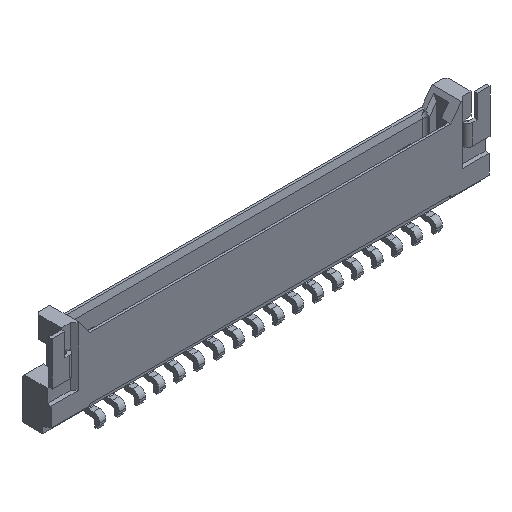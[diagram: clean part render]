
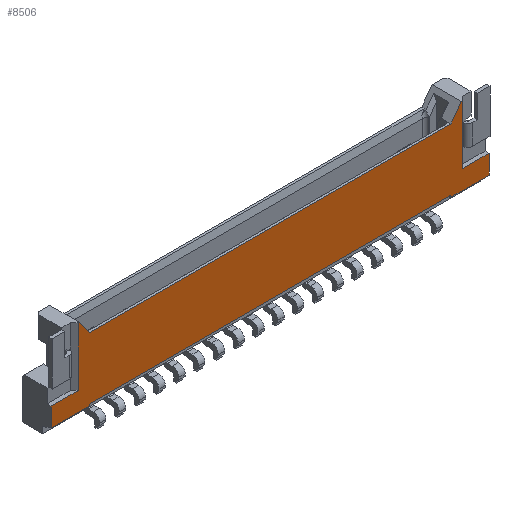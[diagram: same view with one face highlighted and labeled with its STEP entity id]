
A CAD part, isometric view. The second image highlights one B-rep face of the part: STEP entity #8506.
In plain terms, the highlighted planar face has unit normal (0, -1, 0).
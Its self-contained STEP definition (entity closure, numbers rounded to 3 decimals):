
#1=DIRECTION('',(0.,0.,-1.));
#2=VECTOR('',#1,3.7);
#3=CARTESIAN_POINT('',(-12.125,-0.925,2.75));
#4=LINE('',#3,#2);
#5=DIRECTION('',(1.,0.,0.));
#6=VECTOR('',#5,0.06);
#7=CARTESIAN_POINT('',(-12.125,-0.925,2.75));
#8=LINE('',#7,#6);
#9=DIRECTION('',(0.588,0.,-0.809));
#10=VECTOR('',#9,1.113);
#11=CARTESIAN_POINT('',(-12.065,-0.925,2.75));
#12=LINE('',#11,#10);
#13=DIRECTION('',(1.,0.,0.));
#14=VECTOR('',#13,22.82);
#15=CARTESIAN_POINT('',(-11.41,-0.925,1.85));
#16=LINE('',#15,#14);
#17=DIRECTION('',(0.588,0.,0.809));
#18=VECTOR('',#17,1.113);
#19=CARTESIAN_POINT('',(11.41,-0.925,1.85));
#20=LINE('',#19,#18);
#21=DIRECTION('',(1.,0.,0.));
#22=VECTOR('',#21,0.06);
#23=CARTESIAN_POINT('',(12.065,-0.925,2.75));
#24=LINE('',#23,#22);
#25=DIRECTION('',(0.,0.,1.));
#26=VECTOR('',#25,3.7);
#27=CARTESIAN_POINT('',(12.125,-0.925,-0.95));
#28=LINE('',#27,#26);
#29=DIRECTION('',(0.,0.,-1.));
#30=VECTOR('',#29,1.2);
#31=CARTESIAN_POINT('',(13.825,-0.925,-0.95));
#32=LINE('',#31,#30);
#33=DIRECTION('',(-1.,0.,0.));
#34=VECTOR('',#33,2.415);
#35=CARTESIAN_POINT('',(13.825,-0.925,-2.15));
#36=LINE('',#35,#34);
#37=DIRECTION('',(0.,0.,1.));
#38=VECTOR('',#37,0.1);
#39=CARTESIAN_POINT('',(11.41,-0.925,-2.15));
#40=LINE('',#39,#38);
#41=DIRECTION('',(1.,0.,0.));
#42=VECTOR('',#41,22.82);
#43=CARTESIAN_POINT('',(-11.41,-0.925,-2.05));
#44=LINE('',#43,#42);
#45=DIRECTION('',(0.,0.,1.));
#46=VECTOR('',#45,0.1);
#47=CARTESIAN_POINT('',(-11.41,-0.925,-2.15));
#48=LINE('',#47,#46);
#49=DIRECTION('',(-1.,0.,0.));
#50=VECTOR('',#49,2.415);
#51=CARTESIAN_POINT('',(-11.41,-0.925,-2.15));
#52=LINE('',#51,#50);
#53=DIRECTION('',(0.,0.,1.));
#54=VECTOR('',#53,1.2);
#55=CARTESIAN_POINT('',(-13.825,-0.925,-2.15));
#56=LINE('',#55,#54);
#61=DIRECTION('',(-1.,0.,0.));
#62=VECTOR('',#61,1.7);
#63=CARTESIAN_POINT('',(-12.125,-0.925,-0.95));
#64=LINE('',#63,#62);
#813=DIRECTION('',(-1.,0.,0.));
#814=VECTOR('',#813,1.7);
#815=CARTESIAN_POINT('',(13.825,-0.925,-0.95));
#816=LINE('',#815,#814);
#6459=CARTESIAN_POINT('',(11.41,-0.925,1.85));
#6460=CARTESIAN_POINT('',(12.065,-0.925,2.75));
#6461=VERTEX_POINT('',#6459);
#6462=VERTEX_POINT('',#6460);
#6463=CARTESIAN_POINT('',(-11.41,-0.925,1.85));
#6464=VERTEX_POINT('',#6463);
#6475=CARTESIAN_POINT('',(-12.065,-0.925,2.75));
#6476=VERTEX_POINT('',#6475);
#6641=CARTESIAN_POINT('',(13.825,-0.925,-0.95));
#6642=VERTEX_POINT('',#6641);
#6647=CARTESIAN_POINT('',(-13.825,-0.925,-0.95));
#6648=VERTEX_POINT('',#6647);
#6739=CARTESIAN_POINT('',(-12.125,-0.925,-0.95));
#6740=VERTEX_POINT('',#6739);
#6815=CARTESIAN_POINT('',(13.825,-0.925,-2.15));
#6816=VERTEX_POINT('',#6815);
#6819=CARTESIAN_POINT('',(-13.825,-0.925,-2.15));
#6820=VERTEX_POINT('',#6819);
#6833=CARTESIAN_POINT('',(-12.125,-0.925,2.75));
#6834=VERTEX_POINT('',#6833);
#6835=CARTESIAN_POINT('',(12.125,-0.925,2.75));
#6836=VERTEX_POINT('',#6835);
#6837=CARTESIAN_POINT('',(12.125,-0.925,-0.95));
#6838=VERTEX_POINT('',#6837);
#6887=CARTESIAN_POINT('',(11.41,-0.925,-2.15));
#6888=CARTESIAN_POINT('',(11.41,-0.925,-2.05));
#6889=VERTEX_POINT('',#6887);
#6890=VERTEX_POINT('',#6888);
#6891=CARTESIAN_POINT('',(-11.41,-0.925,-2.15));
#6892=CARTESIAN_POINT('',(-11.41,-0.925,-2.05));
#6893=VERTEX_POINT('',#6891);
#6894=VERTEX_POINT('',#6892);
#8467=CARTESIAN_POINT('',(0.,-0.925,0.));
#8468=DIRECTION('',(0.,-1.,0.));
#8469=DIRECTION('',(-1.,0.,0.));
#8470=AXIS2_PLACEMENT_3D('',#8467,#8468,#8469);
#8471=PLANE('',#8470);
#8473=ORIENTED_EDGE('',*,*,#8472,.F.);
#8475=ORIENTED_EDGE('',*,*,#8474,.T.);
#8477=ORIENTED_EDGE('',*,*,#8476,.T.);
#8479=ORIENTED_EDGE('',*,*,#8478,.T.);
#8481=ORIENTED_EDGE('',*,*,#8480,.T.);
#8483=ORIENTED_EDGE('',*,*,#8482,.T.);
#8485=ORIENTED_EDGE('',*,*,#8484,.F.);
#8487=ORIENTED_EDGE('',*,*,#8486,.F.);
#8489=ORIENTED_EDGE('',*,*,#8488,.T.);
#8491=ORIENTED_EDGE('',*,*,#8490,.T.);
#8493=ORIENTED_EDGE('',*,*,#8492,.T.);
#8495=ORIENTED_EDGE('',*,*,#8494,.F.);
#8497=ORIENTED_EDGE('',*,*,#8496,.F.);
#8499=ORIENTED_EDGE('',*,*,#8498,.T.);
#8501=ORIENTED_EDGE('',*,*,#8500,.T.);
#8503=ORIENTED_EDGE('',*,*,#8502,.F.);
#8504=EDGE_LOOP('',(#8473,#8475,#8477,#8479,#8481,#8483,#8485,#8487,#8489,#8491,
#8493,#8495,#8497,#8499,#8501,#8503));
#8505=FACE_OUTER_BOUND('',#8504,.F.);
#8506=ADVANCED_FACE('',(#8505),#8471,.T.);
#8472=EDGE_CURVE('',#6834,#6740,#4,.T.);
#8474=EDGE_CURVE('',#6834,#6476,#8,.T.);
#8476=EDGE_CURVE('',#6476,#6464,#12,.T.);
#8478=EDGE_CURVE('',#6464,#6461,#16,.T.);
#8480=EDGE_CURVE('',#6461,#6462,#20,.T.);
#8482=EDGE_CURVE('',#6462,#6836,#24,.T.);
#8484=EDGE_CURVE('',#6838,#6836,#28,.T.);
#8486=EDGE_CURVE('',#6642,#6838,#816,.T.);
#8488=EDGE_CURVE('',#6642,#6816,#32,.T.);
#8490=EDGE_CURVE('',#6816,#6889,#36,.T.);
#8492=EDGE_CURVE('',#6889,#6890,#40,.T.);
#8494=EDGE_CURVE('',#6894,#6890,#44,.T.);
#8496=EDGE_CURVE('',#6893,#6894,#48,.T.);
#8498=EDGE_CURVE('',#6893,#6820,#52,.T.);
#8500=EDGE_CURVE('',#6820,#6648,#56,.T.);
#8502=EDGE_CURVE('',#6740,#6648,#64,.T.);
